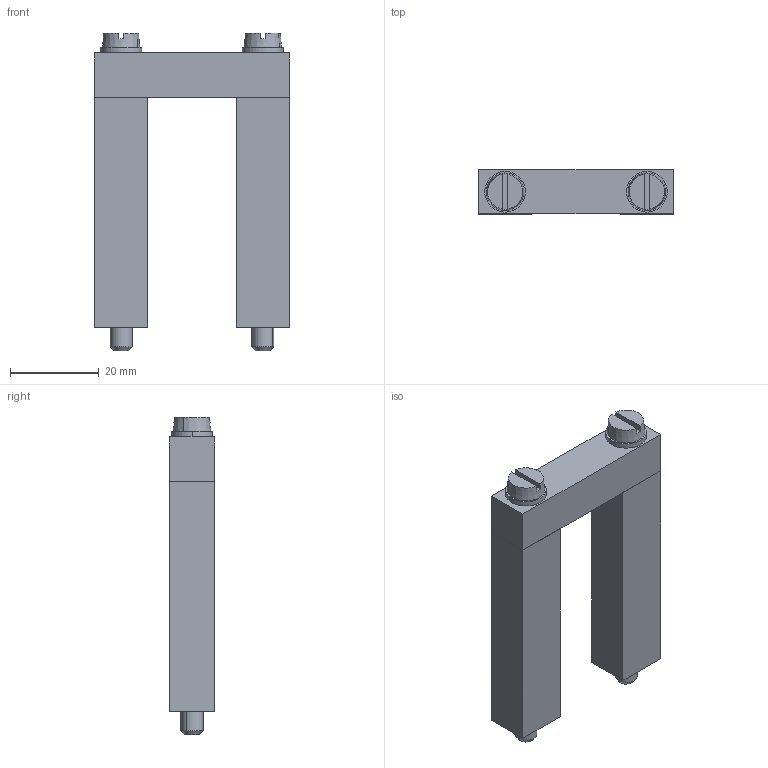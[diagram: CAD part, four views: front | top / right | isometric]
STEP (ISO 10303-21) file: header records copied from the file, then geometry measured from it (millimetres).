
FILE_DESCRIPTION(('CATIA V5 STEP Exchange','CAx-IF Rec.Pracs.--- Model Styling and Organization---1.4--- 2014-01-23'),'2;1');
FILE_NAME ('005260-4_0', '2021-05-31T06:12:27+00:00', ('none'), ('Weidmueller'), 'CATIA Version 5-6 Release 2016 SP3 HF44', 'CATIA V5 STEP AP214', 'none');
FILE_SCHEMA(('AUTOMOTIVE_DESIGN { 1 0 10303 214 1 1 1 1 }'));
Length unit declared in the file: millimetre
Products named in the file (1): 15574_WQV_120_2_AllCATPart
Bounding box: 44 x 10 x 71.8 mm (x, y, z)
Volume: 16612.2 mm3; surface area: 11601.3 mm2
Topology: 7 solids, 7 shells, 96 faces, 208 edges, 128 vertices
Faces by surface type: plane 36, cone 28, cylinder 28, torus 4
Entity records: 2500 total; most frequent: CARTESIAN_POINT 502, ORIENTED_EDGE 416, DIRECTION 334, EDGE_CURVE 208, AXIS2_PLACEMENT_3D 162, VERTEX_POINT 128, EDGE_LOOP 110, VECTOR 100
